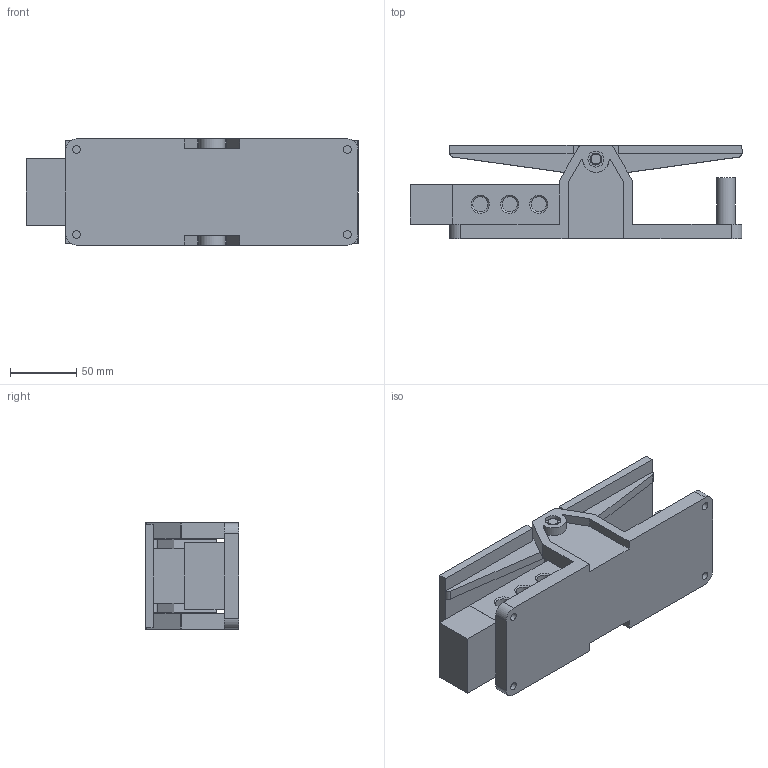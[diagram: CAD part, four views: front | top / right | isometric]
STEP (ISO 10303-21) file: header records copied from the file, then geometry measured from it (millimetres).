
FILE_DESCRIPTION((''),'2;1');
FILE_NAME('224_53_##_10_1.stp','2006-12-19T11:37:22',('rivolro1'),(''),'Autodesk Inventor 11','Autodesk Inventor 11','');
FILE_SCHEMA(('AUTOMOTIVE_DESIGN { 1 0 10303 214 1 1 1 1 }'));
Length unit declared in the file: millimetre
Products named in the file (3): 224_53_##_10_1; 224_53_##_10_1(B); 224_53_##_10_1(A)
Assembly tree (2 placements, depth 2):
  224_53_##_10_1
    224_53_##_10_1(B)
    224_53_##_10_1(A)
Bounding box: 250 x 70.5 x 80 mm (x, y, z)
Volume: 592719.8 mm3; surface area: 128459.9 mm2
Topology: 2 solids, 2 shells, 137 faces, 344 edges, 225 vertices
Faces by surface type: plane 70, bspline 43, cylinder 24
Full cylindrical faces by diameter (mm): 7.5 x1, 9 x2, 12 x1, 14 x1
Entity records: 4350 total; most frequent: CARTESIAN_POINT 1133, ORIENTED_EDGE 634, DIRECTION 608, EDGE_CURVE 317, VECTOR 224, LINE 224, VERTEX_POINT 223, AXIS2_PLACEMENT_3D 192
